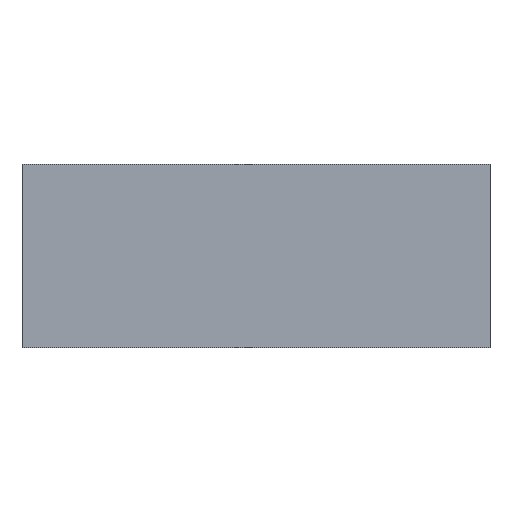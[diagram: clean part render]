
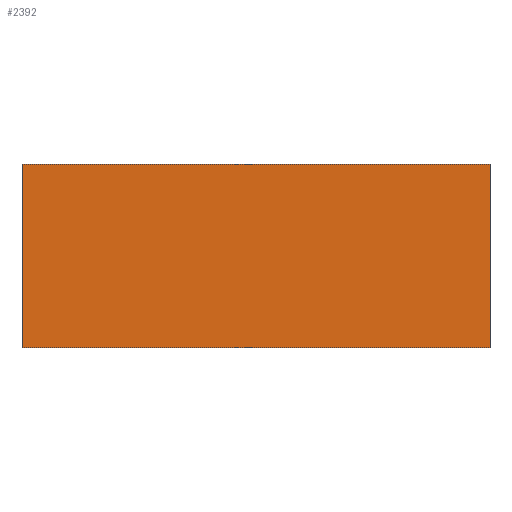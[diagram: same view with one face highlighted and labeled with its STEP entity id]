
A CAD part, front view. The second image highlights one B-rep face of the part: STEP entity #2392.
In plain terms, the highlighted planar face has unit normal (0, -1, 0).
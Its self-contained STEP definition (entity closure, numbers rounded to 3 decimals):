
#302=FACE_OUTER_BOUND('',#447,.T.);
#447=EDGE_LOOP('',(#2158,#2159,#2160,#2161));
#468=LINE('',#2970,#711);
#685=LINE('',#4290,#928);
#696=LINE('',#4324,#939);
#699=LINE('',#4331,#942);
#711=VECTOR('',#2519,10.);
#928=VECTOR('',#2862,10.);
#939=VECTOR('',#2901,10.);
#942=VECTOR('',#2912,10.);
#954=VERTEX_POINT('',#2967);
#955=VERTEX_POINT('',#2969);
#1155=VERTEX_POINT('',#4289);
#1164=VERTEX_POINT('',#4323);
#1180=EDGE_CURVE('',#954,#955,#468,.T.);
#1481=EDGE_CURVE('',#955,#1155,#685,.T.);
#1496=EDGE_CURVE('',#1155,#1164,#696,.T.);
#1499=EDGE_CURVE('',#954,#1164,#699,.T.);
#2158=ORIENTED_EDGE('',*,*,#1481,.F.);
#2159=ORIENTED_EDGE('',*,*,#1180,.F.);
#2160=ORIENTED_EDGE('',*,*,#1499,.T.);
#2161=ORIENTED_EDGE('',*,*,#1496,.F.);
#2266=PLANE('',#2488);
#2392=ADVANCED_FACE('',(#302),#2266,.T.);
#2488=AXIS2_PLACEMENT_3D('',#4330,#2910,#2911);
#2519=DIRECTION('',(1.,0.,0.));
#2862=DIRECTION('',(0.,0.,-1.));
#2901=DIRECTION('',(-1.,0.,0.));
#2910=DIRECTION('center_axis',(0.,-1.,0.));
#2911=DIRECTION('ref_axis',(1.,0.,0.));
#2912=DIRECTION('',(0.,0.,-1.));
#2967=CARTESIAN_POINT('',(105.,-133.,7.));
#2969=CARTESIAN_POINT('',(133.,-133.,7.));
#2970=CARTESIAN_POINT('',(105.,-133.,7.));
#4289=CARTESIAN_POINT('',(133.,-133.,-4.));
#4290=CARTESIAN_POINT('',(133.,-133.,0.));
#4323=CARTESIAN_POINT('',(105.,-133.,-4.));
#4324=CARTESIAN_POINT('',(105.,-133.,-4.));
#4330=CARTESIAN_POINT('Origin',(105.,-133.,0.));
#4331=CARTESIAN_POINT('',(105.,-133.,0.));
